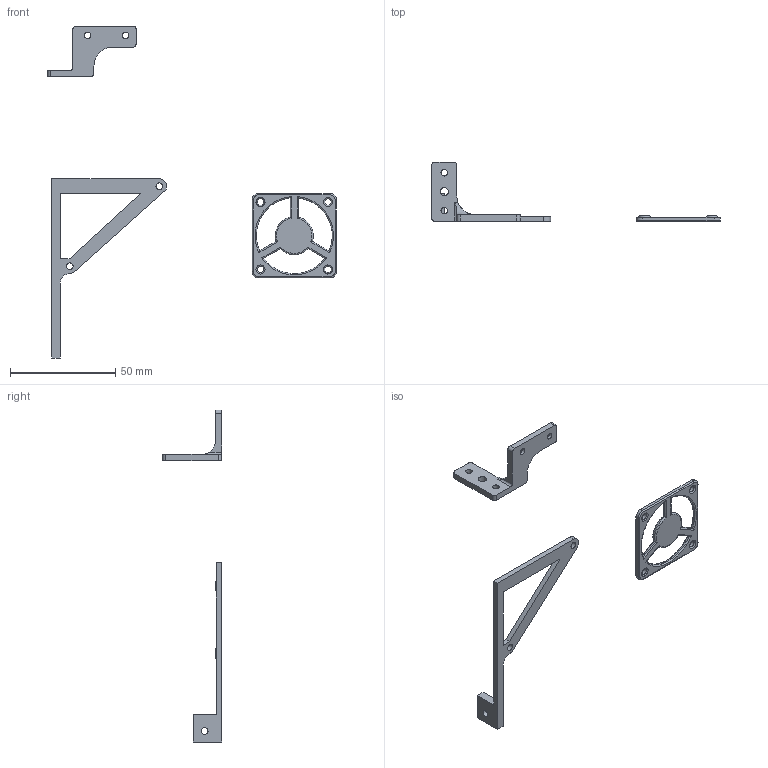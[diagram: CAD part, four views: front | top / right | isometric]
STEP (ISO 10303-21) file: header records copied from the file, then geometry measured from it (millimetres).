
FILE_DESCRIPTION(/* description */ (''),/* implementation_level */ '2;1');
FILE_NAME(/* name */ 'Extruder_5015_Fan_Bracket v14.step',/* time_stamp */ '2020-11-28T14:05:59+01:00',/* author */ (''),/* organization */ (''),/* preprocessor_version */ 'ST-DEVELOPER v18.1',/* originating_system */ 'Autodesk Translation Framework v9.3.0.1241',/* authorisation */ '');
FILE_SCHEMA (('AUTOMOTIVE_DESIGN { 1 0 10303 214 3 1 1 }'));
Length unit declared in the file: millimetre
Products named in the file (1): Extruder_5015_Fan_Bracket
Bounding box: 137 x 28 x 157.5 mm (x, y, z)
Volume: 7213.2 mm3; surface area: 8239.6 mm2
Topology: 3 solids, 3 shells, 138 faces, 343 edges, 218 vertices
Faces by surface type: plane 62, cylinder 52, torus 24
Full cylindrical faces by diameter (mm): 3.1 x8, 3.2 x3, 4 x1
Entity records: 4476 total; most frequent: CARTESIAN_POINT 1039, DIRECTION 712, ORIENTED_EDGE 686, EDGE_CURVE 343, AXIS2_PLACEMENT_3D 257, VERTEX_POINT 218, LINE 198, VECTOR 198
